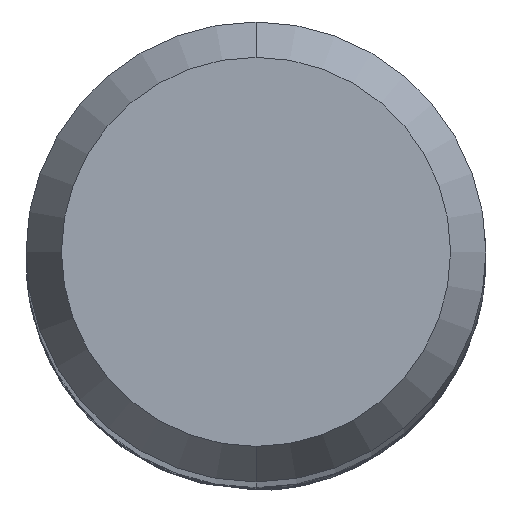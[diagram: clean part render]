
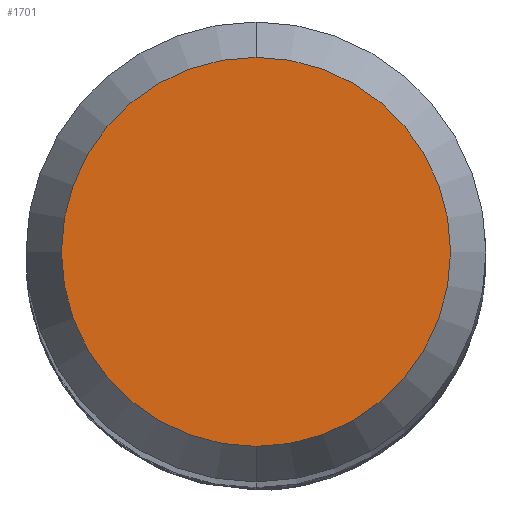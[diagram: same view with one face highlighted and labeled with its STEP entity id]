
A CAD part, top view. The second image highlights one B-rep face of the part: STEP entity #1701.
In plain terms, the highlighted planar face has unit normal (0, 0, 1).
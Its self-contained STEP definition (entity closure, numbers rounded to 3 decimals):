
#831=VERTEX_POINT('',#2086);
#875=EDGE_CURVE('',#1811,#831,#2131,.T.);
#1701=ADVANCED_FACE('',(#3029),#3030,.T.);
#1779=EDGE_CURVE('',#831,#1811,#3114,.T.);
#1811=VERTEX_POINT('',#3150);
#2086=CARTESIAN_POINT('',(0.0,2.538,0.0));
#2131=CIRCLE('',#5564,2.538);
#3029=FACE_OUTER_BOUND('',#16249,.T.);
#3030=PLANE('',#16250);
#3114=CIRCLE('',#16951,2.538);
#3150=CARTESIAN_POINT('',(0.,-2.538,0.0));
#5564=AXIS2_PLACEMENT_3D('',#18466,#18467,#18468);
#16249=EDGE_LOOP('',(#19312,#19313));
#16250=AXIS2_PLACEMENT_3D('',#19314,#19315,#19316);
#16951=AXIS2_PLACEMENT_3D('',#19385,#19386,#19387);
#18466=CARTESIAN_POINT('',(0.0,0.0,0.0));
#18467=DIRECTION('',(0.0,0.0,-1.0));
#18468=DIRECTION('',(0.0,1.0,0.0));
#19312=ORIENTED_EDGE('',*,*,#1779,.F.);
#19313=ORIENTED_EDGE('',*,*,#875,.F.);
#19314=CARTESIAN_POINT('',(0.0,1.269,0.0));
#19315=DIRECTION('',(-0.0,0.0,1.0));
#19316=DIRECTION('',(0.0,-1.0,0.0));
#19385=CARTESIAN_POINT('',(0.0,0.0,0.0));
#19386=DIRECTION('',(0.0,0.0,-1.0));
#19387=DIRECTION('',(0.0,1.0,0.0));
